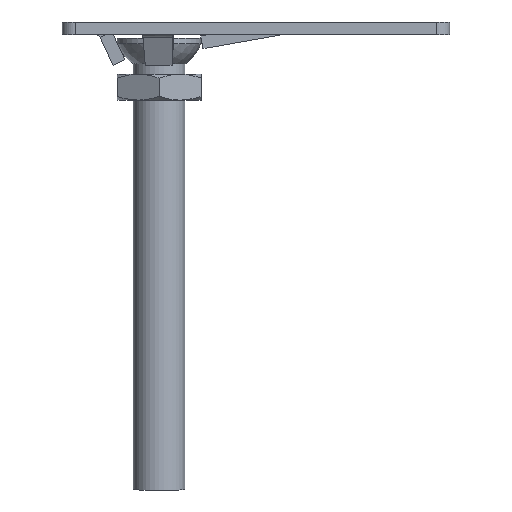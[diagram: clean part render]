
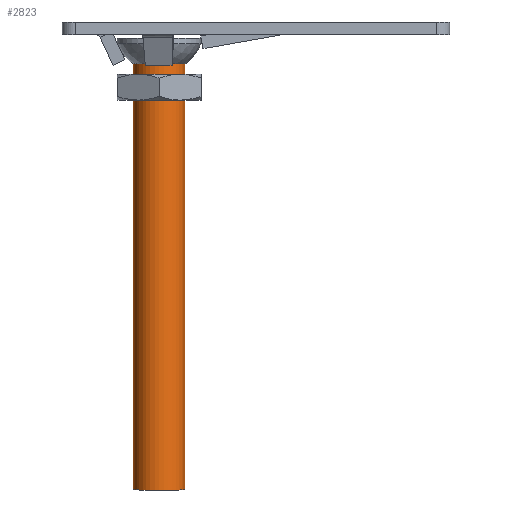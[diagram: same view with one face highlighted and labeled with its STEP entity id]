
A CAD part, left-side view. The second image highlights one B-rep face of the part: STEP entity #2823.
In plain terms, the highlighted cylindrical face has radius 4 mm (diameter 8 mm), a partial arc.
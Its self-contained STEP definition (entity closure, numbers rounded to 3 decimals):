
#135 = EDGE_CURVE ( 'NONE', #1260, #3151, #1420, .T. ) ;
#218 = CARTESIAN_POINT ( 'NONE',  ( -4., 0., 4. ) ) ;
#226 = DIRECTION ( 'NONE',  ( 0., 0., -1. ) ) ;
#584 = ORIENTED_EDGE ( 'NONE', *, *, #651, .T. ) ;
#630 = ORIENTED_EDGE ( 'NONE', *, *, #2213, .F. ) ;
#641 = DIRECTION ( 'NONE',  ( 1., 0., 0. ) ) ;
#651 = EDGE_CURVE ( 'NONE', #2734, #1260, #900, .T. ) ;
#653 = DIRECTION ( 'NONE',  ( 0., 0., 1. ) ) ;
#667 = CIRCLE ( 'NONE', #3108, 4. ) ;
#699 = DIRECTION ( 'NONE',  ( 0., 0., -1. ) ) ;
#762 = CARTESIAN_POINT ( 'NONE',  ( -4., 0., 70. ) ) ;
#854 = EDGE_LOOP ( 'NONE', ( #630, #584, #3391, #3342 ) ) ;
#898 = CARTESIAN_POINT ( 'NONE',  ( 4., 0., 70. ) ) ;
#900 = LINE ( 'NONE', #2060, #1510 ) ;
#989 = AXIS2_PLACEMENT_3D ( 'NONE', #2493, #653, #641 ) ;
#1260 = VERTEX_POINT ( 'NONE', #3110 ) ;
#1366 = LINE ( 'NONE', #762, #2058 ) ;
#1420 = CIRCLE ( 'NONE', #989, 4. ) ;
#1485 = CARTESIAN_POINT ( 'NONE',  ( 0., 0., 70. ) ) ;
#1510 = VECTOR ( 'NONE', #226, 1000. ) ;
#1740 = DIRECTION ( 'NONE',  ( 1., 0., 0. ) ) ;
#1851 = AXIS2_PLACEMENT_3D ( 'NONE', #3113, #3354, #3346 ) ;
#2058 = VECTOR ( 'NONE', #699, 1000. ) ;
#2060 = CARTESIAN_POINT ( 'NONE',  ( 4., 0., 70. ) ) ;
#2213 = EDGE_CURVE ( 'NONE', #2734, #2815, #667, .T. ) ;
#2341 = CARTESIAN_POINT ( 'NONE',  ( -4., 0., 70. ) ) ;
#2356 = CYLINDRICAL_SURFACE ( 'NONE', #1851, 4. ) ;
#2493 = CARTESIAN_POINT ( 'NONE',  ( 0., 0., 4. ) ) ;
#2734 = VERTEX_POINT ( 'NONE', #898 ) ;
#2815 = VERTEX_POINT ( 'NONE', #2341 ) ;
#2823 = ADVANCED_FACE ( 'NONE', ( #3308 ), #2356, .T. ) ;
#2890 = DIRECTION ( 'NONE',  ( 0., 0., 1. ) ) ;
#2906 = EDGE_CURVE ( 'NONE', #2815, #3151, #1366, .T. ) ;
#3108 = AXIS2_PLACEMENT_3D ( 'NONE', #1485, #2890, #1740 ) ;
#3110 = CARTESIAN_POINT ( 'NONE',  ( 4., 0., 4. ) ) ;
#3113 = CARTESIAN_POINT ( 'NONE',  ( 0., 0., 70. ) ) ;
#3151 = VERTEX_POINT ( 'NONE', #218 ) ;
#3308 = FACE_OUTER_BOUND ( 'NONE', #854, .T. ) ;
#3342 = ORIENTED_EDGE ( 'NONE', *, *, #2906, .F. ) ;
#3346 = DIRECTION ( 'NONE',  ( -1., 0., 0. ) ) ;
#3354 = DIRECTION ( 'NONE',  ( 0., 0., -1. ) ) ;
#3391 = ORIENTED_EDGE ( 'NONE', *, *, #135, .T. ) ;
